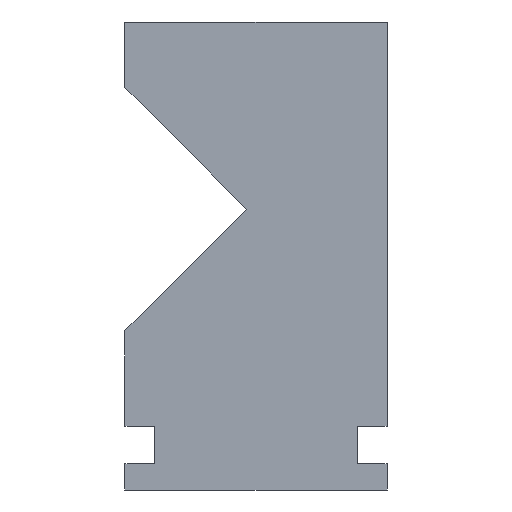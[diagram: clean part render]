
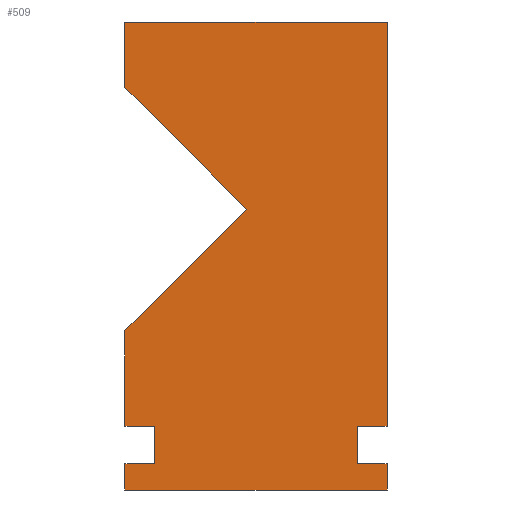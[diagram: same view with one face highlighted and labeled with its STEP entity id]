
A CAD part, left-side view. The second image highlights one B-rep face of the part: STEP entity #509.
In plain terms, the highlighted planar face has unit normal (-1, 0, 0).
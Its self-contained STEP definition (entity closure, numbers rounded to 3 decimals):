
#42=CARTESIAN_POINT('Vertex',(-12.5,62.,17.)) ;
#45=CARTESIAN_POINT('Line Origine',(-12.5,66.,17.)) ;
#49=CARTESIAN_POINT('Vertex',(-12.5,70.,17.)) ;
#199=CARTESIAN_POINT('Vertex',(-12.5,62.,7.)) ;
#202=CARTESIAN_POINT('Line Origine',(-12.5,62.,12.)) ;
#223=CARTESIAN_POINT('Vertex',(-12.5,70.,42.5)) ;
#226=CARTESIAN_POINT('Line Origine',(-12.5,53.75,58.75)) ;
#230=CARTESIAN_POINT('Vertex',(-12.5,37.5,75.)) ;
#250=CARTESIAN_POINT('Line Origine',(-12.5,53.75,91.25)) ;
#254=CARTESIAN_POINT('Vertex',(-12.5,70.,107.5)) ;
#274=CARTESIAN_POINT('Line Origine',(-12.5,70.,116.25)) ;
#278=CARTESIAN_POINT('Vertex',(-12.5,70.,125.)) ;
#298=CARTESIAN_POINT('Line Origine',(-12.5,35.,125.)) ;
#302=CARTESIAN_POINT('Vertex',(-12.5,0.,125.)) ;
#322=CARTESIAN_POINT('Line Origine',(-12.5,0.,71.)) ;
#326=CARTESIAN_POINT('Vertex',(-12.5,0.,17.)) ;
#341=CARTESIAN_POINT('Line Origine',(-12.5,4.,17.)) ;
#345=CARTESIAN_POINT('Vertex',(-12.5,8.,17.)) ;
#360=CARTESIAN_POINT('Line Origine',(-12.5,0.,3.5)) ;
#364=CARTESIAN_POINT('Vertex',(-12.5,0.,7.)) ;
#366=CARTESIAN_POINT('Vertex',(-12.5,0.,0.)) ;
#391=CARTESIAN_POINT('Line Origine',(-12.5,35.,0.)) ;
#395=CARTESIAN_POINT('Vertex',(-12.5,70.,0.)) ;
#410=CARTESIAN_POINT('Line Origine',(-12.5,70.,3.5)) ;
#414=CARTESIAN_POINT('Vertex',(-12.5,70.,7.)) ;
#434=CARTESIAN_POINT('Line Origine',(-12.5,66.,7.)) ;
#450=CARTESIAN_POINT('Vertex',(-12.5,8.,7.)) ;
#453=CARTESIAN_POINT('Line Origine',(-12.5,4.,7.)) ;
#470=CARTESIAN_POINT('Line Origine',(-12.5,8.,12.)) ;
#482=CARTESIAN_POINT('Axis2P3D Location',(-12.5,0.,0.)) ;
#487=CARTESIAN_POINT('Line Origine',(-12.5,70.,29.75)) ;
#47=VECTOR('Line Direction',#46,1.) ;
#204=VECTOR('Line Direction',#203,1.) ;
#228=VECTOR('Line Direction',#227,1.) ;
#252=VECTOR('Line Direction',#251,1.) ;
#276=VECTOR('Line Direction',#275,1.) ;
#300=VECTOR('Line Direction',#299,1.) ;
#324=VECTOR('Line Direction',#323,1.) ;
#343=VECTOR('Line Direction',#342,1.) ;
#362=VECTOR('Line Direction',#361,1.) ;
#393=VECTOR('Line Direction',#392,1.) ;
#412=VECTOR('Line Direction',#411,1.) ;
#436=VECTOR('Line Direction',#435,1.) ;
#455=VECTOR('Line Direction',#454,1.) ;
#472=VECTOR('Line Direction',#471,1.) ;
#489=VECTOR('Line Direction',#488,1.) ;
#46=DIRECTION('Vector Direction',(0.,-1.,0.)) ;
#203=DIRECTION('Vector Direction',(0.,0.,-1.)) ;
#227=DIRECTION('Vector Direction',(0.,0.707,-0.707)) ;
#251=DIRECTION('Vector Direction',(0.,0.707,0.707)) ;
#275=DIRECTION('Vector Direction',(0.,0.,1.)) ;
#299=DIRECTION('Vector Direction',(0.,-1.,0.)) ;
#323=DIRECTION('Vector Direction',(0.,0.,-1.)) ;
#342=DIRECTION('Vector Direction',(0.,1.,0.)) ;
#361=DIRECTION('Vector Direction',(0.,0.,-1.)) ;
#392=DIRECTION('Vector Direction',(0.,1.,0.)) ;
#411=DIRECTION('Vector Direction',(0.,0.,1.)) ;
#435=DIRECTION('Vector Direction',(0.,-1.,0.)) ;
#454=DIRECTION('Vector Direction',(0.,1.,0.)) ;
#471=DIRECTION('Vector Direction',(0.,0.,1.)) ;
#483=DIRECTION('Axis2P3D Direction',(1.,0.,0.)) ;
#484=DIRECTION('Axis2P3D XDirection',(0.,1.,0.)) ;
#488=DIRECTION('Vector Direction',(0.,0.,1.)) ;
#485=AXIS2_PLACEMENT_3D('Plane Axis2P3D',#482,#483,#484) ;
#48=LINE('Line',#45,#47) ;
#205=LINE('Line',#202,#204) ;
#229=LINE('Line',#226,#228) ;
#253=LINE('Line',#250,#252) ;
#277=LINE('Line',#274,#276) ;
#301=LINE('Line',#298,#300) ;
#325=LINE('Line',#322,#324) ;
#344=LINE('Line',#341,#343) ;
#363=LINE('Line',#360,#362) ;
#394=LINE('Line',#391,#393) ;
#413=LINE('Line',#410,#412) ;
#437=LINE('Line',#434,#436) ;
#456=LINE('Line',#453,#455) ;
#473=LINE('Line',#470,#472) ;
#490=LINE('Line',#487,#489) ;
#486=PLANE('',#485) ;
#51=EDGE_CURVE('',#50,#43,#48,.T.) ;
#206=EDGE_CURVE('',#43,#200,#205,.T.) ;
#232=EDGE_CURVE('',#224,#231,#229,.F.) ;
#256=EDGE_CURVE('',#231,#255,#253,.T.) ;
#280=EDGE_CURVE('',#255,#279,#277,.T.) ;
#304=EDGE_CURVE('',#279,#303,#301,.T.) ;
#328=EDGE_CURVE('',#303,#327,#325,.T.) ;
#347=EDGE_CURVE('',#327,#346,#344,.T.) ;
#368=EDGE_CURVE('',#365,#367,#363,.T.) ;
#397=EDGE_CURVE('',#367,#396,#394,.T.) ;
#416=EDGE_CURVE('',#396,#415,#413,.T.) ;
#438=EDGE_CURVE('',#415,#200,#437,.T.) ;
#457=EDGE_CURVE('',#365,#451,#456,.T.) ;
#474=EDGE_CURVE('',#451,#346,#473,.T.) ;
#491=EDGE_CURVE('',#50,#224,#490,.T.) ;
#493=ORIENTED_EDGE('',*,*,#51,.T.) ;
#494=ORIENTED_EDGE('',*,*,#206,.T.) ;
#495=ORIENTED_EDGE('',*,*,#438,.F.) ;
#496=ORIENTED_EDGE('',*,*,#416,.F.) ;
#497=ORIENTED_EDGE('',*,*,#397,.F.) ;
#498=ORIENTED_EDGE('',*,*,#368,.F.) ;
#499=ORIENTED_EDGE('',*,*,#457,.T.) ;
#500=ORIENTED_EDGE('',*,*,#474,.T.) ;
#501=ORIENTED_EDGE('',*,*,#347,.F.) ;
#502=ORIENTED_EDGE('',*,*,#328,.F.) ;
#503=ORIENTED_EDGE('',*,*,#304,.F.) ;
#504=ORIENTED_EDGE('',*,*,#280,.F.) ;
#505=ORIENTED_EDGE('',*,*,#256,.F.) ;
#506=ORIENTED_EDGE('',*,*,#232,.F.) ;
#507=ORIENTED_EDGE('',*,*,#491,.F.) ;
#492=EDGE_LOOP('',(#493,#494,#495,#496,#497,#498,#499,#500,#501,#502,#503,#504,#505,#506,#507)) ;
#43=VERTEX_POINT('',#42) ;
#50=VERTEX_POINT('',#49) ;
#200=VERTEX_POINT('',#199) ;
#224=VERTEX_POINT('',#223) ;
#231=VERTEX_POINT('',#230) ;
#255=VERTEX_POINT('',#254) ;
#279=VERTEX_POINT('',#278) ;
#303=VERTEX_POINT('',#302) ;
#327=VERTEX_POINT('',#326) ;
#346=VERTEX_POINT('',#345) ;
#365=VERTEX_POINT('',#364) ;
#367=VERTEX_POINT('',#366) ;
#396=VERTEX_POINT('',#395) ;
#415=VERTEX_POINT('',#414) ;
#451=VERTEX_POINT('',#450) ;
#509=ADVANCED_FACE('Corps de pi\X2\00E8\X0\ce.2',(#508),#486,.F.) ;
#508=FACE_OUTER_BOUND('',#492,.T.) ;
